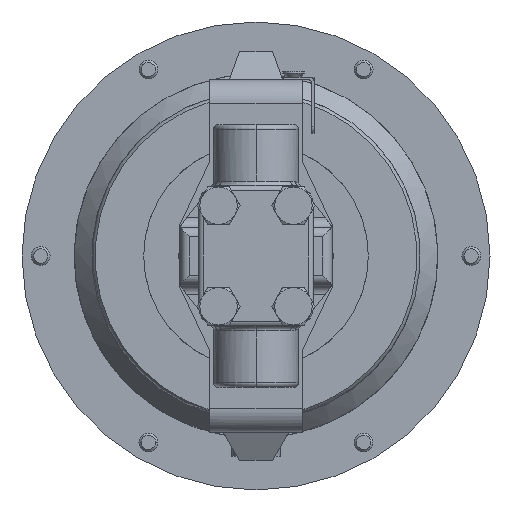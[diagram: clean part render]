
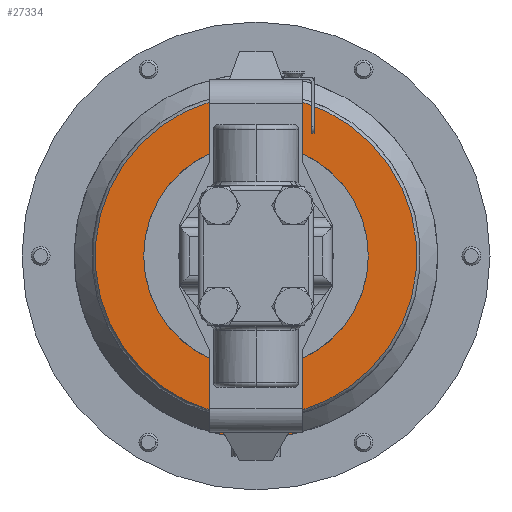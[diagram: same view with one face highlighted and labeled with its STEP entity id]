
A CAD part, front view. The second image highlights one B-rep face of the part: STEP entity #27334.
In plain terms, the highlighted planar face has unit normal (0, -1, 0).
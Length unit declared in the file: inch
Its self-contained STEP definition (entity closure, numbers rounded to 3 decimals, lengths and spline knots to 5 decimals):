
#1667 = VECTOR ( 'NONE', #13811, 39.37008 ) ;
#2136 = DIRECTION ( 'NONE',  ( 0., -1., 0. ) ) ;
#3136 = CIRCLE ( 'NONE', #3255, 2.4285 ) ;
#3172 = VECTOR ( 'NONE', #24386, 39.37008 ) ;
#3255 = AXIS2_PLACEMENT_3D ( 'NONE', #3837, #3873, #3923 ) ;
#3821 = ORIENTED_EDGE ( 'NONE', *, *, #4927, .T. ) ;
#3837 = CARTESIAN_POINT ( 'NONE',  ( 1.26359, 9.88898, 2.68458 ) ) ;
#3873 = DIRECTION ( 'NONE',  ( 0., -1., 0. ) ) ;
#3923 = DIRECTION ( 'NONE',  ( 0., 0., -1. ) ) ;
#4327 = AXIS2_PLACEMENT_3D ( 'NONE', #14439, #13878, #13627 ) ;
#4651 = CARTESIAN_POINT ( 'NONE',  ( 0.67859, 9.88898, 4.7976 ) ) ;
#4773 = CARTESIAN_POINT ( 'NONE',  ( 0.67859, 9.88898, 4.7976 ) ) ;
#4927 = EDGE_CURVE ( 'NONE', #16604, #27376, #3136, .T. ) ;
#5249 = VECTOR ( 'NONE', #14850, 39.37008 ) ;
#5252 = CARTESIAN_POINT ( 'NONE',  ( -0.23641, 9.88898, 2.68458 ) ) ;
#5417 = CIRCLE ( 'NONE', #25579, 2.1925 ) ;
#5513 = EDGE_LOOP ( 'NONE', ( #7083, #23562, #18580, #12687, #27565, #10242, #25798, #3821, #16654 ) ) ;
#5817 = VERTEX_POINT ( 'NONE', #20385 ) ;
#5990 = FACE_BOUND ( 'NONE', #7180, .T. ) ;
#6610 = VECTOR ( 'NONE', #11672, 39.37008 ) ;
#6647 = ORIENTED_EDGE ( 'NONE', *, *, #8817, .F. ) ;
#7083 = ORIENTED_EDGE ( 'NONE', *, *, #29041, .T. ) ;
#7180 = EDGE_LOOP ( 'NONE', ( #6647, #10784 ) ) ;
#7918 = LINE ( 'NONE', #4651, #1667 ) ;
#8238 = EDGE_CURVE ( 'NONE', #8663, #14571, #7918, .T. ) ;
#8393 = AXIS2_PLACEMENT_3D ( 'NONE', #28739, #28745, #28817 ) ;
#8468 = DIRECTION ( 'NONE',  ( 0., -1., 0. ) ) ;
#8663 = VERTEX_POINT ( 'NONE', #18562 ) ;
#8817 = EDGE_CURVE ( 'NONE', #9108, #5817, #26769, .T. ) ;
#9108 = VERTEX_POINT ( 'NONE', #5252 ) ;
#9902 = CARTESIAN_POINT ( 'NONE',  ( 1.84859, 9.88898, 0.61701 ) ) ;
#10242 = ORIENTED_EDGE ( 'NONE', *, *, #8238, .T. ) ;
#10779 = AXIS2_PLACEMENT_3D ( 'NONE', #22455, #22460, #22522 ) ;
#10784 = ORIENTED_EDGE ( 'NONE', *, *, #15127, .F. ) ;
#10989 = EDGE_CURVE ( 'NONE', #27376, #20246, #30217, .T. ) ;
#11644 = CARTESIAN_POINT ( 'NONE',  ( 0.67859, 9.88898, 4.7976 ) ) ;
#11672 = DIRECTION ( 'NONE',  ( 0., 0., -1. ) ) ;
#11955 = CARTESIAN_POINT ( 'NONE',  ( 1.26359, 9.88898, 2.68458 ) ) ;
#12489 = DIRECTION ( 'NONE',  ( 0., 0., -1. ) ) ;
#12687 = ORIENTED_EDGE ( 'NONE', *, *, #28089, .T. ) ;
#13627 = DIRECTION ( 'NONE',  ( 0., 0., -1. ) ) ;
#13811 = DIRECTION ( 'NONE',  ( 0., 0., -1. ) ) ;
#13878 = DIRECTION ( 'NONE',  ( 0., -1., 0. ) ) ;
#14439 = CARTESIAN_POINT ( 'NONE',  ( 1.26359, 9.88898, 2.68458 ) ) ;
#14571 = VERTEX_POINT ( 'NONE', #19326 ) ;
#14631 = PLANE ( 'NONE',  #28722 ) ;
#14830 = CARTESIAN_POINT ( 'NONE',  ( 1.84859, 9.88898, 4.7976 ) ) ;
#14840 = EDGE_CURVE ( 'NONE', #14571, #16604, #24678, .T. ) ;
#14850 = DIRECTION ( 'NONE',  ( 0., 0., 1. ) ) ;
#15127 = EDGE_CURVE ( 'NONE', #5817, #9108, #19591, .T. ) ;
#15443 = CARTESIAN_POINT ( 'NONE',  ( 1.26359, 9.88898, 2.68458 ) ) ;
#15621 = DIRECTION ( 'NONE',  ( -1., 0., 0. ) ) ;
#15865 = LINE ( 'NONE', #26614, #3172 ) ;
#16604 = VERTEX_POINT ( 'NONE', #23782 ) ;
#16614 = CARTESIAN_POINT ( 'NONE',  ( 0.80359, 9.88898, 2.68458 ) ) ;
#16654 = ORIENTED_EDGE ( 'NONE', *, *, #10989, .T. ) ;
#17345 = DIRECTION ( 'NONE',  ( 0., -1., 0. ) ) ;
#18562 = CARTESIAN_POINT ( 'NONE',  ( 0.67859, 9.88898, 0.61701 ) ) ;
#18580 = ORIENTED_EDGE ( 'NONE', *, *, #23457, .T. ) ;
#19049 = CARTESIAN_POINT ( 'NONE',  ( 0.67859, 9.88898, 4.75215 ) ) ;
#19326 = CARTESIAN_POINT ( 'NONE',  ( 0.67859, 9.88898, 0.32759 ) ) ;
#19591 = CIRCLE ( 'NONE', #10779, 1.5 ) ;
#20246 = VERTEX_POINT ( 'NONE', #9902 ) ;
#20303 = CIRCLE ( 'NONE', #23728, 2.14874 ) ;
#20385 = CARTESIAN_POINT ( 'NONE',  ( 2.76359, 9.88898, 2.68458 ) ) ;
#20934 = EDGE_CURVE ( 'NONE', #24867, #29320, #15865, .T. ) ;
#22214 = DIRECTION ( 'NONE',  ( 0., 1., 0. ) ) ;
#22274 = CARTESIAN_POINT ( 'NONE',  ( 1.84859, 9.88898, 4.75215 ) ) ;
#22455 = CARTESIAN_POINT ( 'NONE',  ( 1.26359, 9.88898, 2.68458 ) ) ;
#22460 = DIRECTION ( 'NONE',  ( 0., -1., 0. ) ) ;
#22522 = DIRECTION ( 'NONE',  ( -1., 0., 0. ) ) ;
#22580 = VERTEX_POINT ( 'NONE', #19049 ) ;
#23048 = DIRECTION ( 'NONE',  ( 0., 0., -1. ) ) ;
#23066 = AXIS2_PLACEMENT_3D ( 'NONE', #11955, #8468, #15621 ) ;
#23457 = EDGE_CURVE ( 'NONE', #29320, #25365, #5417, .T. ) ;
#23562 = ORIENTED_EDGE ( 'NONE', *, *, #20934, .T. ) ;
#23728 = AXIS2_PLACEMENT_3D ( 'NONE', #26695, #17345, #23962 ) ;
#23782 = CARTESIAN_POINT ( 'NONE',  ( 1.26359, 9.88898, 0.25608 ) ) ;
#23962 = DIRECTION ( 'NONE',  ( 0., 0., -1. ) ) ;
#24277 = FACE_OUTER_BOUND ( 'NONE', #5513, .T. ) ;
#24386 = DIRECTION ( 'NONE',  ( 0., 0., 1. ) ) ;
#24678 = CIRCLE ( 'NONE', #8393, 2.4285 ) ;
#24839 = CARTESIAN_POINT ( 'NONE',  ( 1.84859, 9.88898, 0.32759 ) ) ;
#24867 = VERTEX_POINT ( 'NONE', #22274 ) ;
#24880 = LINE ( 'NONE', #11644, #6610 ) ;
#25365 = VERTEX_POINT ( 'NONE', #4773 ) ;
#25579 = AXIS2_PLACEMENT_3D ( 'NONE', #15443, #2136, #12489 ) ;
#25798 = ORIENTED_EDGE ( 'NONE', *, *, #14840, .T. ) ;
#26160 = CARTESIAN_POINT ( 'NONE',  ( 1.84859, 9.88898, 4.7976 ) ) ;
#26614 = CARTESIAN_POINT ( 'NONE',  ( 1.84859, 9.88898, 4.7976 ) ) ;
#26695 = CARTESIAN_POINT ( 'NONE',  ( 1.26359, 9.88898, 2.68458 ) ) ;
#26769 = CIRCLE ( 'NONE', #23066, 1.5 ) ;
#27245 = EDGE_CURVE ( 'NONE', #22580, #8663, #20303, .T. ) ;
#27334 = ADVANCED_FACE ( 'NONE', ( #5990, #24277 ), #14631, .F. ) ;
#27376 = VERTEX_POINT ( 'NONE', #24839 ) ;
#27565 = ORIENTED_EDGE ( 'NONE', *, *, #27245, .T. ) ;
#27981 = CIRCLE ( 'NONE', #4327, 2.14874 ) ;
#28089 = EDGE_CURVE ( 'NONE', #25365, #22580, #24880, .T. ) ;
#28722 = AXIS2_PLACEMENT_3D ( 'NONE', #16614, #22214, #23048 ) ;
#28739 = CARTESIAN_POINT ( 'NONE',  ( 1.26359, 9.88898, 2.68458 ) ) ;
#28745 = DIRECTION ( 'NONE',  ( 0., -1., 0. ) ) ;
#28817 = DIRECTION ( 'NONE',  ( 0., 0., -1. ) ) ;
#29041 = EDGE_CURVE ( 'NONE', #20246, #24867, #27981, .T. ) ;
#29320 = VERTEX_POINT ( 'NONE', #26160 ) ;
#30217 = LINE ( 'NONE', #14830, #5249 ) ;
